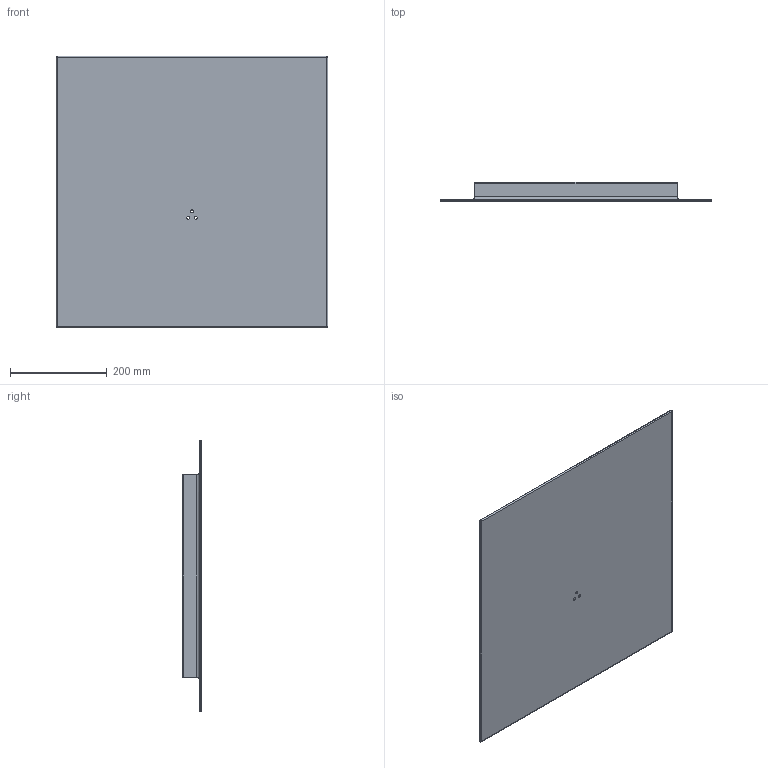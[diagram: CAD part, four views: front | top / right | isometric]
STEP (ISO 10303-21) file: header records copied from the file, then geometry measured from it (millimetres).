
FILE_DESCRIPTION (( 'STEP AP214' ), '1' );
FILE_NAME ('Base.STEP', '2023-10-24T10:12:25', ( '' ), ( '' ), 'SwSTEP 2.0', 'SolidWorks 2023', '' );
FILE_SCHEMA (( 'AUTOMOTIVE_DESIGN' ));
Length unit declared in the file: millimetre
Products named in the file (1): Base
Bounding box: 560 x 40 x 560 mm (x, y, z)
Volume: 1864379.4 mm3; surface area: 738828.9 mm2
Topology: 1 solids, 1 shells, 49 faces, 110 edges, 56 vertices
Faces by surface type: cylinder 30, plane 11, sphere 8
Entity records: 1295 total; most frequent: CARTESIAN_POINT 256, DIRECTION 218, ORIENTED_EDGE 204, EDGE_CURVE 102, AXIS2_PLACEMENT_3D 82, VERTEX_POINT 56, EDGE_LOOP 56, VECTOR 54
